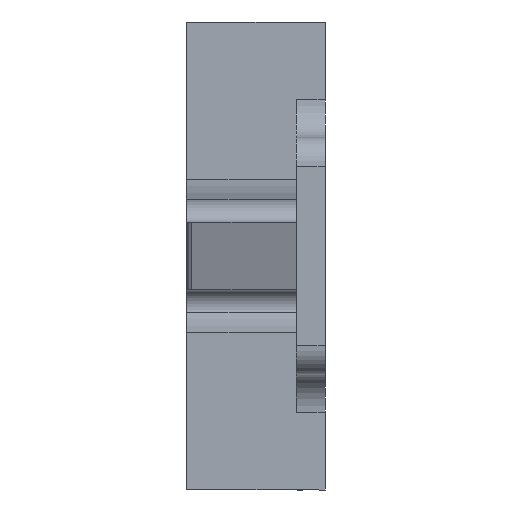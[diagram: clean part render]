
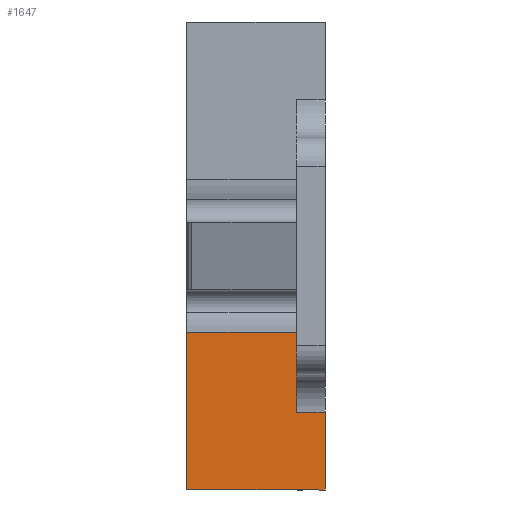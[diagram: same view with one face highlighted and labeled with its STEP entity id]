
A CAD part, front view. The second image highlights one B-rep face of the part: STEP entity #1647.
In plain terms, the highlighted planar face has unit normal (0, -1, 0).
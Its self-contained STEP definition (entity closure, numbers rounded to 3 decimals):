
#56=PLANE('',#1765);
#106=FACE_OUTER_BOUND('',#200,.T.);
#200=EDGE_LOOP('',(#1143,#1144,#1145,#1146,#1147,#1148,#1149));
#320=LINE('',#2506,#482);
#321=LINE('',#2510,#483);
#323=LINE('',#2516,#485);
#324=LINE('',#2518,#486);
#325=LINE('',#2520,#487);
#326=LINE('',#2522,#488);
#327=LINE('',#2523,#489);
#482=VECTOR('',#1962,10.);
#483=VECTOR('',#1967,10.);
#485=VECTOR('',#1973,10.);
#486=VECTOR('',#1974,10.);
#487=VECTOR('',#1975,10.);
#488=VECTOR('',#1976,10.);
#489=VECTOR('',#1977,10.);
#735=VERTEX_POINT('',#2503);
#736=VERTEX_POINT('',#2505);
#737=VERTEX_POINT('',#2509);
#739=VERTEX_POINT('',#2515);
#740=VERTEX_POINT('',#2517);
#741=VERTEX_POINT('',#2519);
#742=VERTEX_POINT('',#2521);
#891=EDGE_CURVE('',#735,#736,#320,.T.);
#893=EDGE_CURVE('',#736,#737,#321,.T.);
#896=EDGE_CURVE('',#739,#735,#323,.T.);
#897=EDGE_CURVE('',#740,#739,#324,.T.);
#898=EDGE_CURVE('',#741,#740,#325,.T.);
#899=EDGE_CURVE('',#742,#741,#326,.T.);
#900=EDGE_CURVE('',#737,#742,#327,.T.);
#1143=ORIENTED_EDGE('',*,*,#893,.F.);
#1144=ORIENTED_EDGE('',*,*,#891,.F.);
#1145=ORIENTED_EDGE('',*,*,#896,.F.);
#1146=ORIENTED_EDGE('',*,*,#897,.F.);
#1147=ORIENTED_EDGE('',*,*,#898,.F.);
#1148=ORIENTED_EDGE('',*,*,#899,.F.);
#1149=ORIENTED_EDGE('',*,*,#900,.F.);
#1647=ADVANCED_FACE('',(#106),#56,.T.);
#1765=AXIS2_PLACEMENT_3D('',#2514,#1971,#1972);
#1962=DIRECTION('',(0.,0.,-1.));
#1967=DIRECTION('',(1.,0.,0.));
#1971=DIRECTION('center_axis',(0.,-1.,0.));
#1972=DIRECTION('ref_axis',(1.,0.,0.));
#1973=DIRECTION('',(0.,0.,-1.));
#1974=DIRECTION('',(1.,0.,0.));
#1975=DIRECTION('',(0.,0.,1.));
#1976=DIRECTION('',(-1.,0.,0.));
#1977=DIRECTION('',(0.,0.,-1.));
#2503=CARTESIAN_POINT('',(0.,-6.6,-20.556));
#2505=CARTESIAN_POINT('',(0.,-6.6,-27.056));
#2506=CARTESIAN_POINT('',(0.,-6.6,0.));
#2509=CARTESIAN_POINT('',(5.,-6.6,-27.056));
#2510=CARTESIAN_POINT('',(-4.75,-6.6,-27.056));
#2514=CARTESIAN_POINT('Origin',(-9.5,-6.6,0.));
#2515=CARTESIAN_POINT('',(0.,-6.6,-13.222));
#2516=CARTESIAN_POINT('',(0.,-6.6,0.));
#2517=CARTESIAN_POINT('',(-19.,-6.6,-13.222));
#2518=CARTESIAN_POINT('',(-10.,-6.6,-13.222));
#2519=CARTESIAN_POINT('',(-19.,-6.6,-40.556));
#2520=CARTESIAN_POINT('',(-19.,-6.6,20.556));
#2521=CARTESIAN_POINT('',(5.,-6.6,-40.556));
#2522=CARTESIAN_POINT('',(-19.,-6.6,-40.556));
#2523=CARTESIAN_POINT('',(5.,-6.6,-10.278));
